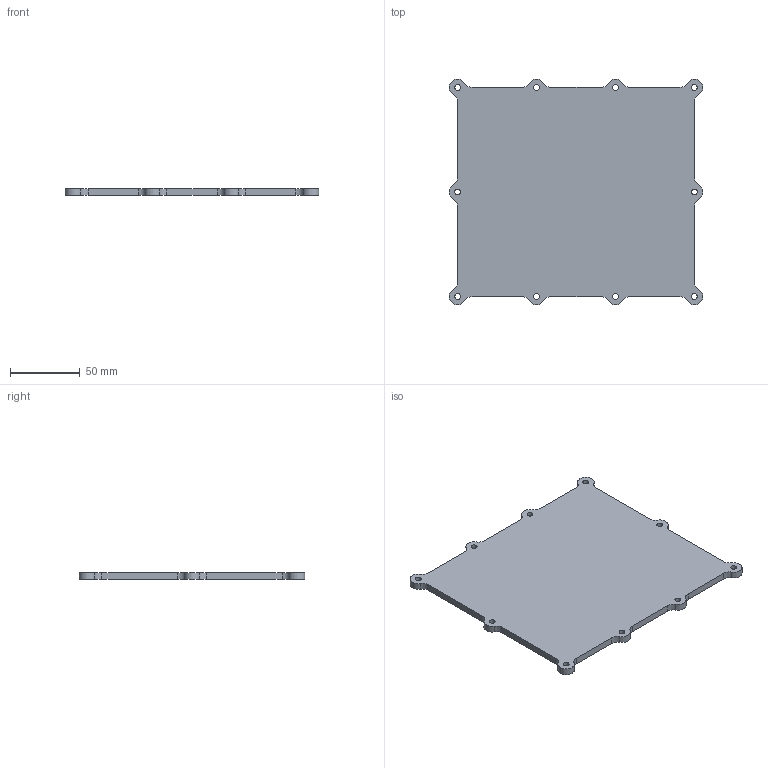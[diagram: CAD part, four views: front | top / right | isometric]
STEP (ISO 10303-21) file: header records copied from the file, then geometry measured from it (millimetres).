
FILE_DESCRIPTION(/* description */ (''),/* implementation_level */ '2;1');
FILE_NAME(/* name */ 'Vesc_Box_Base_Final_STEP_20210406.step',/* time_stamp */ '2021-04-06T14:14:56+10:00',/* author */ (''),/* organization */ (''),/* preprocessor_version */ 'ST-DEVELOPER v18.1',/* originating_system */ 'Autodesk Translation Framework v9.10.0.1330',/* authorisation */ '');
FILE_SCHEMA (('AUTOMOTIVE_DESIGN { 1 0 10303 214 3 1 1 }'));
Length unit declared in the file: millimetre
Products named in the file (1): VESC Box
Bounding box: 182 x 162 x 5 mm (x, y, z)
Volume: 130490.5 mm3; surface area: 56461.8 mm2
Topology: 1 solids, 1 shells, 52 faces, 150 edges, 100 vertices
Faces by surface type: cylinder 40, plane 12
Full cylindrical faces by diameter (mm): 4.2 x10
Entity records: 1834 total; most frequent: DIRECTION 336, CARTESIAN_POINT 303, ORIENTED_EDGE 300, EDGE_CURVE 150, AXIS2_PLACEMENT_3D 133, VERTEX_POINT 100, CIRCLE 80, EDGE_LOOP 72
